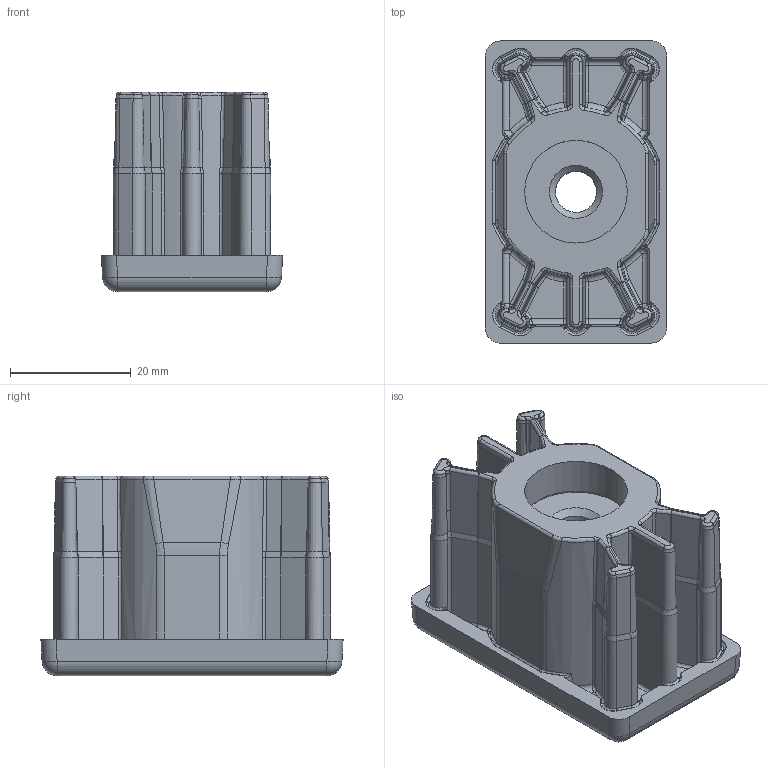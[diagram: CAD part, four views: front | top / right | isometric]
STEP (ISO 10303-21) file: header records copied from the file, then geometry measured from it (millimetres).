
FILE_DESCRIPTION (( 'STEP AP214' ), '1' );
FILE_NAME ('098VE50302008.STEP', '2015-05-18T11:19:22', ( 'Admin' ), ( 'Hewlett-Packard Company' ), 'SwSTEP 2.0', 'SolidWorks 2014', '' );
FILE_SCHEMA (( 'AUTOMOTIVE_DESIGN' ));
Length unit declared in the file: millimetre
Products named in the file (3): 098v-08_098v-08; 098VE503020B_098VE503020B; 098VE50302008
Assembly tree (2 placements, depth 2):
  098VE50302008
    098VE503020B_098VE503020B
    098v-08_098v-08
Bounding box: 30 x 50 x 33 mm (x, y, z)
Volume: 25159.3 mm3; surface area: 14867.2 mm2
Topology: 2 solids, 2 shells, 771 faces, 1931 edges, 1150 vertices
Faces by surface type: plane 260, cylinder 194, bspline 180, torus 79, cone 34, sphere 24
Full cylindrical faces by diameter (mm): 6.8 x1, 17 x1, 18 x2, 21.5 x1, 22 x1
Entity records: 25579 total; most frequent: CARTESIAN_POINT 9040, ORIENTED_EDGE 3772, DIRECTION 3052, EDGE_CURVE 1886, VERTEX_POINT 1140, AXIS2_PLACEMENT_3D 1104, LINE 844, VECTOR 844
